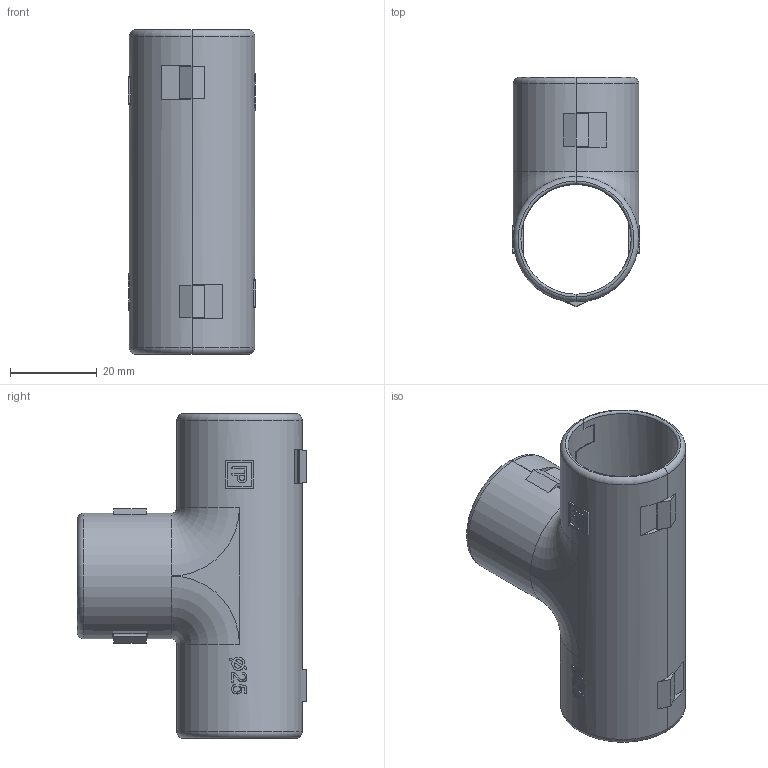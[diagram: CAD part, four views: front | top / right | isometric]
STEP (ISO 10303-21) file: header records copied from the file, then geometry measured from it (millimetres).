
FILE_DESCRIPTION(('STEP AP203'), '1');
FILE_NAME('Òðîéíèê ðàçáîðíûé ä25 áåçãàëîãåííûé (HF) àòìîñôåðîñòîéêèé ñåðûé_1', '', ('UNSPECIFIED'), ('UNSPECIFIED'), 'ASCON STEP Converter 1.6', 'ASCON Math Kernel', '');
FILE_SCHEMA(('CONFIG_CONTROL_DESIGN'));
Length unit declared in the file: millimetre
Bounding box: 29.4 x 53.02 x 74.93 mm (x, y, z)
Volume: 13882.5 mm3; surface area: 18272.2 mm2
Topology: 2 solids, 2 shells, 330 faces, 872 edges, 570 vertices
Faces by surface type: plane 222, cylinder 48, bspline 36, torus 20, cone 4
Entity records: 17298 total; most frequent: CARTESIAN_POINT 6677, ORIENTED_EDGE 1744, DIRECTION 1506, EDGE_CURVE 872, VERTEX_POINT 570, LINE 528, VECTOR 528, AXIS2_PLACEMENT_3D 489
